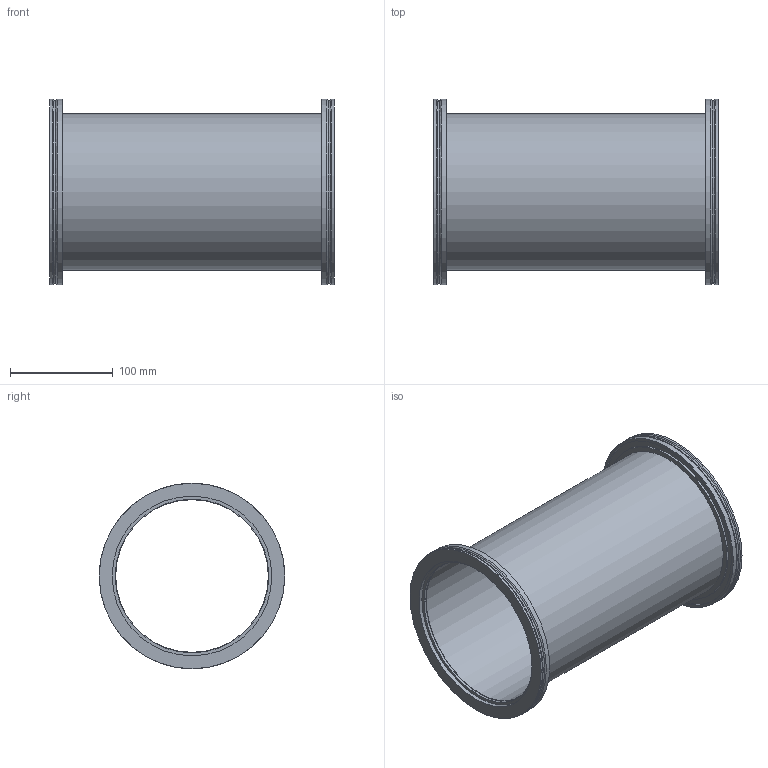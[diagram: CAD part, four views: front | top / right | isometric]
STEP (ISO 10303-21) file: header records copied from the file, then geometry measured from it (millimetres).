
FILE_DESCRIPTION (( 'STEP AP214' ), '1' );
FILE_NAME ('P1ISOK160276 FULLVAC.STEP', '2019-09-24T13:20:33', ( '' ), ( '' ), 'SwSTEP 2.0', 'SolidWorks 2017', '' );
FILE_SCHEMA (( 'AUTOMOTIVE_DESIGN' ));
Length unit declared in the file: millimetre
Products named in the file (3): P1ISOK160276 FULLVAC; 1^p1isok160276; 3^p1isok160276
Assembly tree (3 placements, depth 2):
  P1ISOK160276 FULLVAC
    1^p1isok160276
    3^p1isok160276  x2
Bounding box: 275.8 x 180.1 x 180.1 mm (x, y, z)
Volume: 414229.4 mm3; surface area: 313319.2 mm2
Topology: 3 solids, 3 shells, 40 faces, 76 edges, 50 vertices
Faces by surface type: cylinder 16, plane 14, bspline 8, cone 2
Full cylindrical faces by diameter (mm): 148.2 x1, 149.1 x2, 152.4 x3, 155 x2, 162.3 x2, 175 x2, 180.1 x4
Entity records: 906 total; most frequent: CARTESIAN_POINT 186, DIRECTION 90, AXIS2_PLACEMENT_3D 45, ORIENTED_EDGE 44, EDGE_LOOP 44, FACE_OUTER_BOUND 35, UNCERTAINTY_MEASURE_WITH_UNIT 29, SURFACE_STYLE_FILL_AREA 26
